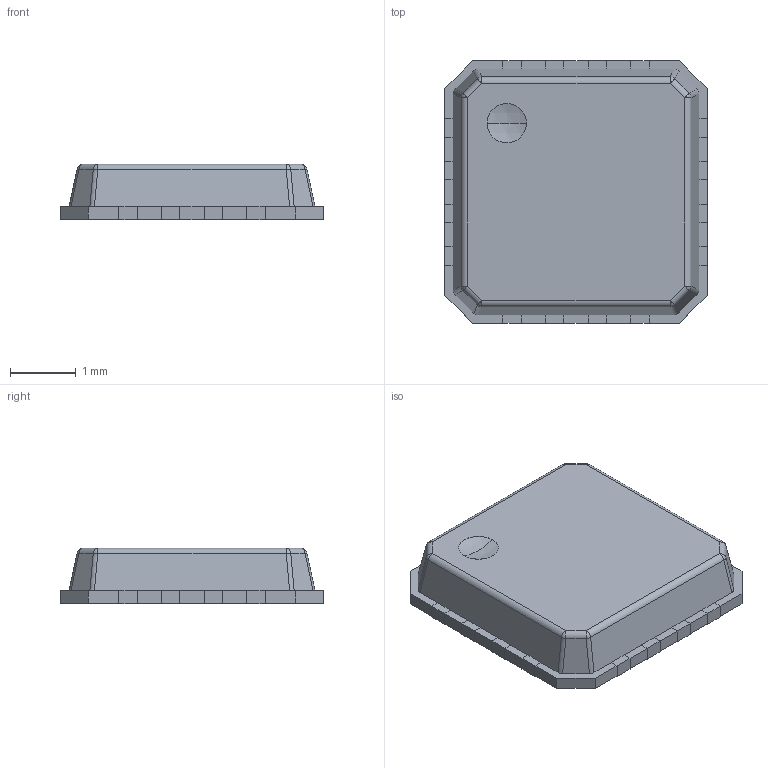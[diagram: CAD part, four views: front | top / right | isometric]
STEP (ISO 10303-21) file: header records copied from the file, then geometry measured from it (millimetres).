
FILE_DESCRIPTION (( 'STEP AP214' ), '1' );
FILE_NAME ('SW3dPS-QFN16.STEP', '2009-10-27T09:01:44', ( 'sysAdmin' ), ( 'SolidWorks' ), 'SwSTEP 2.0', 'SolidWorks 2009', '' );
FILE_SCHEMA (( 'AUTOMOTIVE_DESIGN' ));
Length unit declared in the file: millimetre
Products named in the file (1): SW3dPS-QFN16
Bounding box: 4 x 4 x 0.85 mm (x, y, z)
Volume: 11.4 mm3; surface area: 41.4 mm2
Topology: 1 solids, 1 shells, 191 faces, 536 edges, 349 vertices
Faces by surface type: plane 136, cylinder 45, sphere 10
Entity records: 7758 total; most frequent: CARTESIAN_POINT 1101, ORIENTED_EDGE 1072, DIRECTION 996, EDGE_CURVE 536, VECTOR 444, LINE 444, VERTEX_POINT 349, AXIS2_PLACEMENT_3D 276
